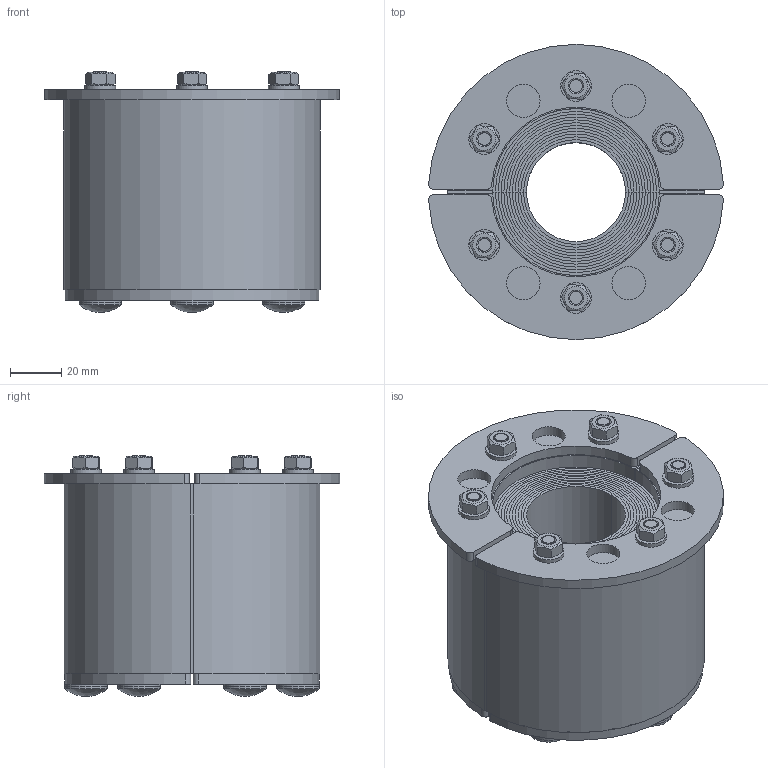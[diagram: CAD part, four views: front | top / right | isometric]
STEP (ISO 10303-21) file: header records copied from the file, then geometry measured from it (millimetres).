
FILE_DESCRIPTION((''),'2;1');
FILE_NAME('RS100UGWOC.stp','2016-10-31T10:03:57',(''),(''),'Autodesk Inventor 2013','Autodesk Inventor 2013','');
FILE_SCHEMA(('AUTOMOTIVE_DESIGN { 1 0 10303 214 1 1 1 1 }'));
Length unit declared in the file: millimetre
Products named in the file (11): RSUG; 100-069549; 100-055692; 100-055703; 100-055704; 100-055701; 100-055702; DIN 603 M6 x 90; ISO 4032 M6; 100-002308; 100-006387
Assembly tree (33 placements, depth 4):
  RSUG
    100-069549
      100-055692  x2
        100-055703
        100-055704
      100-055701  x2
      100-055702  x2
      DIN 603 M6 x 90  x6
      ISO 4032 M6  x6
      100-002308  x6
      100-006387  x6
Bounding box: 114.83 x 115 x 93.79 mm (x, y, z)
Volume: 525920.6 mm3; surface area: 360730 mm2
Topology: 54 solids, 54 shells, 1720 faces, 4434 edges, 2942 vertices
Faces by surface type: plane 1222, bspline 262, cylinder 176, cone 54, sphere 6
Full cylindrical faces by diameter (mm): 4.917 x6, 5.5 x6, 6 x6, 6.2 x6, 6.4 x6, 12 x6, 13 x4, 16.5 x6, 16.55 x6
Entity records: 25110 total; most frequent: CARTESIAN_POINT 5972, ORIENTED_EDGE 4070, DIRECTION 3307, EDGE_CURVE 2035, VECTOR 1593, LINE 1593, VERTEX_POINT 1366, EDGE_LOOP 889
